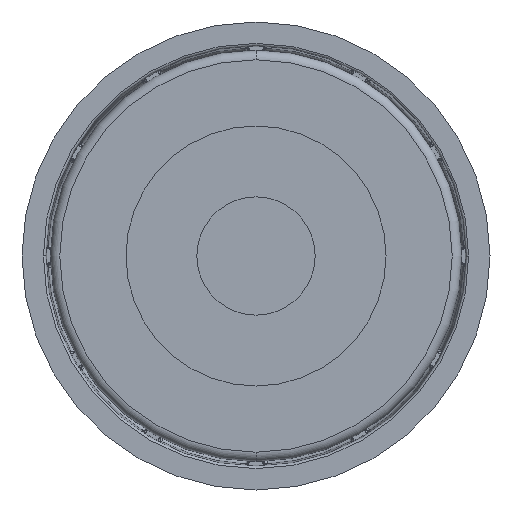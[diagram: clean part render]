
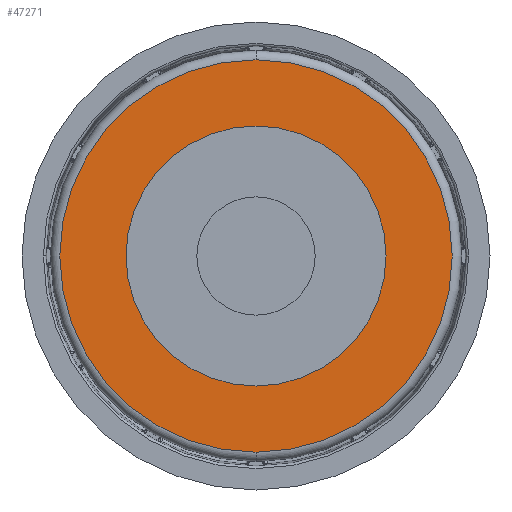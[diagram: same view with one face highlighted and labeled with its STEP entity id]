
A CAD part, front view. The second image highlights one B-rep face of the part: STEP entity #47271.
In plain terms, the highlighted planar face has unit normal (0, -1, 0).
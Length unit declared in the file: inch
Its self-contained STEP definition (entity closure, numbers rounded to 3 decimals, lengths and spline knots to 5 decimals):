
#1219 = FACE_OUTER_BOUND ( 'NONE', #47407, .T. ) ;
#5405 = EDGE_CURVE ( 'NONE', #19497, #6194, #21624, .T. ) ;
#5560 = CARTESIAN_POINT ( 'NONE',  ( 0., -0.07874, -1.63386 ) ) ;
#5749 = EDGE_CURVE ( 'NONE', #21516, #18949, #24365, .T. ) ;
#6194 = VERTEX_POINT ( 'NONE', #5560 ) ;
#6594 = EDGE_CURVE ( 'NONE', #6194, #19497, #18413, .T. ) ;
#7811 = AXIS2_PLACEMENT_3D ( 'NONE', #22702, #22658, #22647 ) ;
#8323 = AXIS2_PLACEMENT_3D ( 'NONE', #12264, #12258, #12215 ) ;
#8979 = AXIS2_PLACEMENT_3D ( 'NONE', #42715, #24940, #21162 ) ;
#9583 = ORIENTED_EDGE ( 'NONE', *, *, #5749, .T. ) ;
#12215 = DIRECTION ( 'NONE',  ( 0., 0., -1. ) ) ;
#12258 = DIRECTION ( 'NONE',  ( 0., 1., 0. ) ) ;
#12264 = CARTESIAN_POINT ( 'NONE',  ( 0., -0.07874, 0. ) ) ;
#13527 = CARTESIAN_POINT ( 'NONE',  ( 1.08268, -0.07874, 0. ) ) ;
#14460 = CARTESIAN_POINT ( 'NONE',  ( 0., -0.07874, 1.63386 ) ) ;
#17143 = DIRECTION ( 'NONE',  ( 0., 0., -1. ) ) ;
#18413 = CIRCLE ( 'NONE', #8979, 1.63386 ) ;
#18949 = VERTEX_POINT ( 'NONE', #22627 ) ;
#19316 = CARTESIAN_POINT ( 'NONE',  ( 0., -0.07874, 0. ) ) ;
#19497 = VERTEX_POINT ( 'NONE', #14460 ) ;
#21162 = DIRECTION ( 'NONE',  ( 0., 0., -1. ) ) ;
#21516 = VERTEX_POINT ( 'NONE', #36258 ) ;
#21624 = CIRCLE ( 'NONE', #7811, 1.63386 ) ;
#22627 = CARTESIAN_POINT ( 'NONE',  ( 0., -0.07874, 1.08268 ) ) ;
#22647 = DIRECTION ( 'NONE',  ( 0., 0., -1. ) ) ;
#22658 = DIRECTION ( 'NONE',  ( 0., 1., 0. ) ) ;
#22702 = CARTESIAN_POINT ( 'NONE',  ( 0., -0.07874, 0. ) ) ;
#22869 = FACE_BOUND ( 'NONE', #33554, .T. ) ;
#22967 = DIRECTION ( 'NONE',  ( 0., 0., -1. ) ) ;
#24119 = AXIS2_PLACEMENT_3D ( 'NONE', #19316, #45074, #22967 ) ;
#24365 = CIRCLE ( 'NONE', #8323, 1.08268 ) ;
#24940 = DIRECTION ( 'NONE',  ( 0., 1., 0. ) ) ;
#33275 = ORIENTED_EDGE ( 'NONE', *, *, #5405, .F. ) ;
#33554 = EDGE_LOOP ( 'NONE', ( #9583, #38149 ) ) ;
#36258 = CARTESIAN_POINT ( 'NONE',  ( 0., -0.07874, -1.08268 ) ) ;
#38149 = ORIENTED_EDGE ( 'NONE', *, *, #44797, .T. ) ;
#39167 = DIRECTION ( 'NONE',  ( 0., -1., 0. ) ) ;
#40800 = CIRCLE ( 'NONE', #24119, 1.08268 ) ;
#42703 = PLANE ( 'NONE',  #45261 ) ;
#42715 = CARTESIAN_POINT ( 'NONE',  ( 0., -0.07874, 0. ) ) ;
#44448 = ORIENTED_EDGE ( 'NONE', *, *, #6594, .F. ) ;
#44797 = EDGE_CURVE ( 'NONE', #18949, #21516, #40800, .T. ) ;
#45074 = DIRECTION ( 'NONE',  ( 0., 1., 0. ) ) ;
#45261 = AXIS2_PLACEMENT_3D ( 'NONE', #13527, #39167, #17143 ) ;
#47271 = ADVANCED_FACE ( 'NONE', ( #1219, #22869 ), #42703, .T. ) ;
#47407 = EDGE_LOOP ( 'NONE', ( #44448, #33275 ) ) ;
